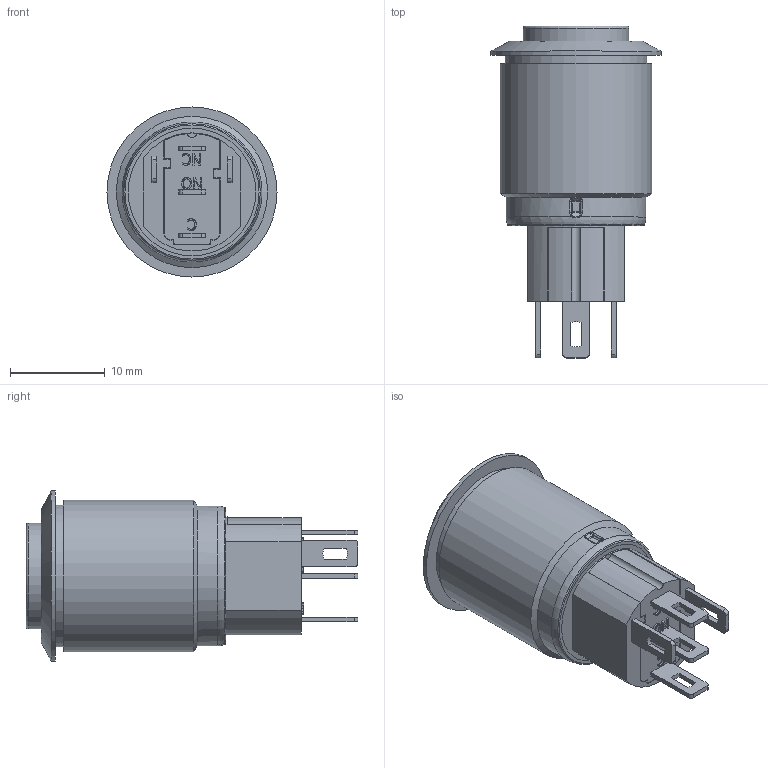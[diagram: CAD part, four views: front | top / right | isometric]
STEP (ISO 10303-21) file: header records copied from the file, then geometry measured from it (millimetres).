
FILE_DESCRIPTION(/* description */ (''),/* implementation_level */ '2;1');
FILE_NAME(/* name */ 'PVA3H2x0xx3xx.stp',/* time_stamp */ '2018-08-09T15:42:50-05:00',/* author */ ('mroman'),/* organization */ (''),/* preprocessor_version */ 'ST-DEVELOPER v17',/* originating_system */ 'Autodesk Inventor 2018',/* authorisation */ '');
FILE_SCHEMA (('AUTOMOTIVE_DESIGN { 1 0 10303 214 3 1 1 }'));
Length unit declared in the file: millimetre
Products named in the file (1): PVA3H2x0xx3xx
Bounding box: 18 x 35.1 x 18 mm (x, y, z)
Volume: 4892.9 mm3; surface area: 2909.5 mm2
Topology: 1 solids, 2 shells, 233 faces, 625 edges, 410 vertices
Faces by surface type: plane 118, bspline 54, cylinder 51, sphere 4, cone 3, torus 3
Full cylindrical faces by diameter (mm): 10.8 x1, 11.2 x1, 12.6 x1, 12.604 x1, 14.8 x1, 15 x1, 16 x1, 18 x1
Entity records: 7725 total; most frequent: CARTESIAN_POINT 2093, ORIENTED_EDGE 1242, DIRECTION 1007, EDGE_CURVE 621, VERTEX_POINT 410, LINE 381, VECTOR 381, AXIS2_PLACEMENT_3D 313
